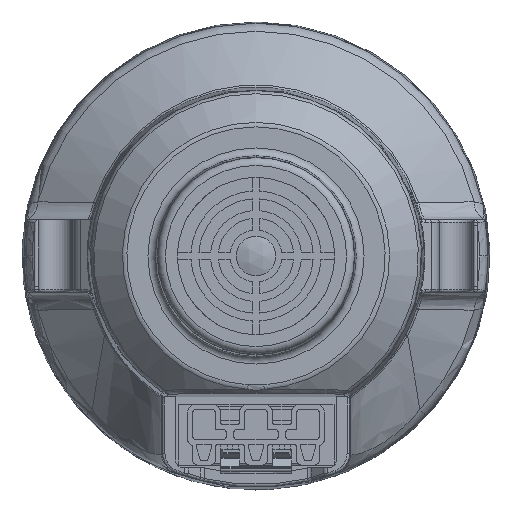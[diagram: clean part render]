
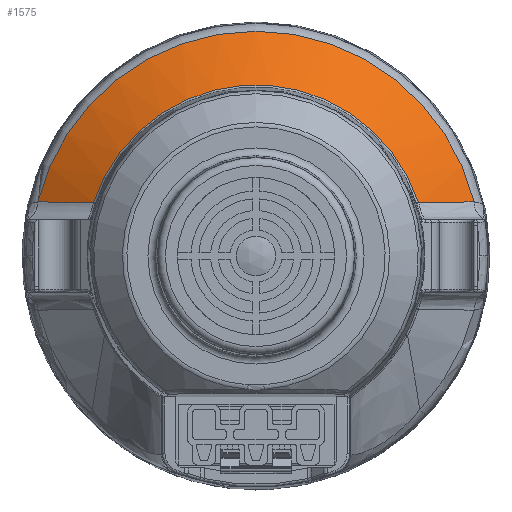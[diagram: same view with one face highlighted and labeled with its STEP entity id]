
A CAD part, front view. The second image highlights one B-rep face of the part: STEP entity #1575.
In plain terms, the highlighted conical face has half-angle 52.5 degrees and reference radius 38.047 mm.
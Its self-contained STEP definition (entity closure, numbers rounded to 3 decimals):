
#1575 = ADVANCED_FACE( '', ( #3416 ), #3417, .T. );
#3416 = FACE_OUTER_BOUND( '', #8548, .T. );
#3417 = CONICAL_SURFACE( '', #8549, 38.047, 0.916 );
#8548 = EDGE_LOOP( '', ( #14668, #14669, #14670, #14671 ) );
#8549 = AXIS2_PLACEMENT_3D( '', #14672, #14673, #14674 );
#14668 = ORIENTED_EDGE( '', *, *, #16647, .F. );
#14669 = ORIENTED_EDGE( '', *, *, #16720, .F. );
#14670 = ORIENTED_EDGE( '', *, *, #18245, .F. );
#14671 = ORIENTED_EDGE( '', *, *, #18162, .F. );
#14672 = CARTESIAN_POINT( '', ( 0., -35.444, 0. ) );
#14673 = DIRECTION( '', ( 0., 1., 0. ) );
#14674 = DIRECTION( '', ( 0., 0., -1. ) );
#16647 = EDGE_CURVE( '', #19116, #19118, #19119, .T. );
#16720 = EDGE_CURVE( '', #19247, #19116, #19249, .T. );
#18162 = EDGE_CURVE( '', #19118, #19058, #21547, .T. );
#18245 = EDGE_CURVE( '', #19058, #19247, #21656, .T. );
#19058 = VERTEX_POINT( '', #22676 );
#19116 = VERTEX_POINT( '', #22779 );
#19118 = VERTEX_POINT( '', #22795 );
#19119 = CIRCLE( '', #22796, 32.887 );
#19247 = VERTEX_POINT( '', #23053 );
#19249 = B_SPLINE_CURVE_WITH_KNOTS( '', 3, ( #23061, #23062, #23063, #23064, #23065 ), .UNSPECIFIED., .F., .F., ( 4, 1, 4 ), ( 0., 0.553, 1. ), .UNSPECIFIED. );
#21547 = B_SPLINE_CURVE_WITH_KNOTS( '', 3, ( #27793, #27794, #27795, #27796 ), .UNSPECIFIED., .F., .F., ( 4, 4 ), ( 0., 1. ), .UNSPECIFIED. );
#21656 = CIRCLE( '', #28004, 43.207 );
#22676 = CARTESIAN_POINT( '', ( -41.933, -31.484, 10.413 ) );
#22779 = CARTESIAN_POINT( '', ( 31.252, -39.403, 10.242 ) );
#22795 = CARTESIAN_POINT( '', ( -31.252, -39.403, 10.242 ) );
#22796 = AXIS2_PLACEMENT_3D( '', #29600, #29601, #29602 );
#23053 = CARTESIAN_POINT( '', ( 41.933, -31.484, 10.413 ) );
#23061 = CARTESIAN_POINT( '', ( 41.933, -31.484, 10.413 ) );
#23062 = CARTESIAN_POINT( '', ( 39.968, -32.952, 10.389 ) );
#23063 = CARTESIAN_POINT( '', ( 36.411, -35.601, 10.339 ) );
#23064 = CARTESIAN_POINT( '', ( 32.847, -38.232, 10.274 ) );
#23065 = CARTESIAN_POINT( '', ( 31.252, -39.403, 10.242 ) );
#27793 = CARTESIAN_POINT( '', ( -31.252, -39.403, 10.242 ) );
#27794 = CARTESIAN_POINT( '', ( -34.82, -36.784, 10.315 ) );
#27795 = CARTESIAN_POINT( '', ( -38.379, -34.14, 10.369 ) );
#27796 = CARTESIAN_POINT( '', ( -41.933, -31.484, 10.413 ) );
#28004 = AXIS2_PLACEMENT_3D( '', #31516, #31517, #31518 );
#29600 = CARTESIAN_POINT( '', ( 0., -39.403, 0. ) );
#29601 = DIRECTION( '', ( 0., -1., 0. ) );
#29602 = DIRECTION( '', ( 0.95, 0., 0.311 ) );
#31516 = CARTESIAN_POINT( '', ( 0., -31.484, 0. ) );
#31517 = DIRECTION( '', ( 0., 1., 0. ) );
#31518 = DIRECTION( '', ( -0.971, 0., 0.241 ) );
